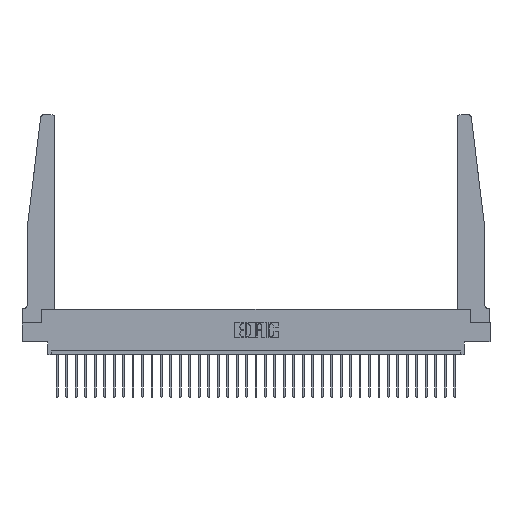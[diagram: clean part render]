
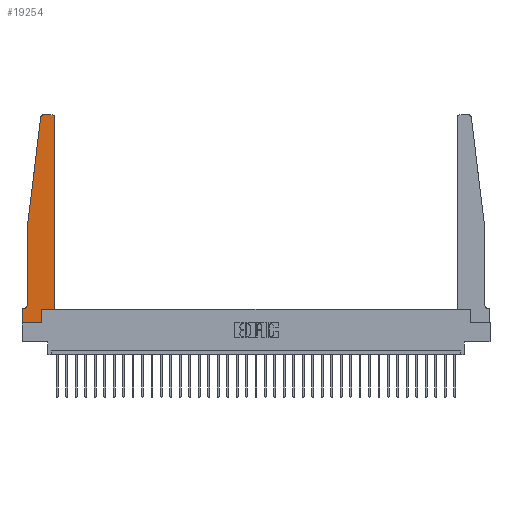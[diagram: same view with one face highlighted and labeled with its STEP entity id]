
A CAD part, top view. The second image highlights one B-rep face of the part: STEP entity #19254.
In plain terms, the highlighted planar face has unit normal (0, 0, 1).
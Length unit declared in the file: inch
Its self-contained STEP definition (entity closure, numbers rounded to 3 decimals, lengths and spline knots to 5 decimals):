
#188 = DIRECTION ( 'NONE',  ( 1., 0., 0. ) ) ;
#336 = CARTESIAN_POINT ( 'NONE',  ( 0.065, 1.25, 0.37 ) ) ;
#870 = CARTESIAN_POINT ( 'NONE',  ( 0., 0., 0.37 ) ) ;
#2315 = EDGE_LOOP ( 'NONE', ( #21692, #23293, #10963, #19019, #10809, #29730, #3046, #10570, #27941, #15708, #10583, #28729 ) ) ;
#2440 = VERTEX_POINT ( 'NONE', #13245 ) ;
#2598 = LINE ( 'NONE', #29521, #14381 ) ;
#2667 = CARTESIAN_POINT ( 'NONE',  ( 0.425, 0.18, 0.37 ) ) ;
#2770 = DIRECTION ( 'NONE',  ( 1., 0., 0. ) ) ;
#2849 = VERTEX_POINT ( 'NONE', #25192 ) ;
#2855 = VECTOR ( 'NONE', #14704, 39.37008 ) ;
#3046 = ORIENTED_EDGE ( 'NONE', *, *, #29602, .T. ) ;
#3365 = AXIS2_PLACEMENT_3D ( 'NONE', #3564, #30659, #20452 ) ;
#3564 = CARTESIAN_POINT ( 'NONE',  ( 0.395, 2.72, 0.37 ) ) ;
#4915 = EDGE_CURVE ( 'NONE', #16843, #25906, #8480, .T. ) ;
#5245 = DIRECTION ( 'NONE',  ( -1., 0., 0. ) ) ;
#5297 = CARTESIAN_POINT ( 'NONE',  ( 0.425, 0.18, 0.37 ) ) ;
#5710 = LINE ( 'NONE', #5297, #30816 ) ;
#6116 = CARTESIAN_POINT ( 'NONE',  ( 0.27653, 2.75, 0.37 ) ) ;
#6726 = CARTESIAN_POINT ( 'NONE',  ( 0.27653, 2.72, 0.37 ) ) ;
#6931 = DIRECTION ( 'NONE',  ( 0., -1., 0. ) ) ;
#7023 = VECTOR ( 'NONE', #5245, 39.37008 ) ;
#7419 = CARTESIAN_POINT ( 'NONE',  ( 0.2605, 0., 0.37 ) ) ;
#7924 = VECTOR ( 'NONE', #26583, 39.37008 ) ;
#8480 = LINE ( 'NONE', #2667, #16479 ) ;
#8525 = LINE ( 'NONE', #25417, #14601 ) ;
#9218 = AXIS2_PLACEMENT_3D ( 'NONE', #21983, #24407, #19941 ) ;
#9288 = VERTEX_POINT ( 'NONE', #870 ) ;
#10101 = DIRECTION ( 'NONE',  ( 0., 0., 1. ) ) ;
#10145 = VERTEX_POINT ( 'NONE', #6116 ) ;
#10245 = VERTEX_POINT ( 'NONE', #336 ) ;
#10570 = ORIENTED_EDGE ( 'NONE', *, *, #21646, .T. ) ;
#10583 = ORIENTED_EDGE ( 'NONE', *, *, #4915, .T. ) ;
#10809 = ORIENTED_EDGE ( 'NONE', *, *, #23318, .T. ) ;
#10963 = ORIENTED_EDGE ( 'NONE', *, *, #17879, .T. ) ;
#11244 = DIRECTION ( 'NONE',  ( 1., 0., 0. ) ) ;
#11647 = LINE ( 'NONE', #17319, #17329 ) ;
#11650 = VERTEX_POINT ( 'NONE', #21734 ) ;
#11805 = EDGE_CURVE ( 'NONE', #10145, #2849, #13463, .T. ) ;
#11955 = CARTESIAN_POINT ( 'NONE',  ( 0.065, 0.2375, 0.37 ) ) ;
#12069 = AXIS2_PLACEMENT_3D ( 'NONE', #6726, #16106, #11244 ) ;
#13245 = CARTESIAN_POINT ( 'NONE',  ( 0.395, 2.75, 0.37 ) ) ;
#13463 = CIRCLE ( 'NONE', #12069, 0.03 ) ;
#13627 = LINE ( 'NONE', #23737, #30714 ) ;
#13890 = LINE ( 'NONE', #17159, #7023 ) ;
#13991 = EDGE_CURVE ( 'NONE', #25906, #2440, #23650, .T. ) ;
#14381 = VECTOR ( 'NONE', #27172, 39.37008 ) ;
#14601 = VECTOR ( 'NONE', #20421, 39.37008 ) ;
#14704 = DIRECTION ( 'NONE',  ( 1., 0., 0. ) ) ;
#14949 = PLANE ( 'NONE',  #20507 ) ;
#15708 = ORIENTED_EDGE ( 'NONE', *, *, #27732, .T. ) ;
#16072 = CIRCLE ( 'NONE', #9218, 0.05 ) ;
#16106 = DIRECTION ( 'NONE',  ( 0., 0., 1. ) ) ;
#16133 = EDGE_CURVE ( 'NONE', #20085, #23410, #21182, .T. ) ;
#16238 = EDGE_CURVE ( 'NONE', #10245, #25289, #13627, .T. ) ;
#16479 = VECTOR ( 'NONE', #19461, 39.37008 ) ;
#16843 = VERTEX_POINT ( 'NONE', #26275 ) ;
#17075 = CARTESIAN_POINT ( 'NONE',  ( 0.015, 0.1875, 0.37 ) ) ;
#17159 = CARTESIAN_POINT ( 'NONE',  ( 0.25, 2.75, 0.37 ) ) ;
#17319 = CARTESIAN_POINT ( 'NONE',  ( 0.065, 1.25, 0.37 ) ) ;
#17329 = VECTOR ( 'NONE', #27188, 39.37008 ) ;
#17879 = EDGE_CURVE ( 'NONE', #2849, #10245, #11647, .T. ) ;
#18702 = EDGE_CURVE ( 'NONE', #28289, #11650, #8525, .T. ) ;
#19019 = ORIENTED_EDGE ( 'NONE', *, *, #16238, .T. ) ;
#19254 = ADVANCED_FACE ( 'NONE', ( #25997 ), #14949, .T. ) ;
#19461 = DIRECTION ( 'NONE',  ( 0., 1., 0. ) ) ;
#19544 = CARTESIAN_POINT ( 'NONE',  ( 0., 0.1875, 0.37 ) ) ;
#19598 = LINE ( 'NONE', #21946, #2855 ) ;
#19941 = DIRECTION ( 'NONE',  ( -1., 0., 0. ) ) ;
#20085 = VERTEX_POINT ( 'NONE', #7419 ) ;
#20421 = DIRECTION ( 'NONE',  ( -1., 0., 0. ) ) ;
#20452 = DIRECTION ( 'NONE',  ( 1., 0., 0. ) ) ;
#20507 = AXIS2_PLACEMENT_3D ( 'NONE', #19544, #10101, #188 ) ;
#21182 = LINE ( 'NONE', #24145, #7924 ) ;
#21646 = EDGE_CURVE ( 'NONE', #9288, #20085, #19598, .T. ) ;
#21677 = EDGE_CURVE ( 'NONE', #2440, #10145, #13890, .T. ) ;
#21692 = ORIENTED_EDGE ( 'NONE', *, *, #21677, .T. ) ;
#21734 = CARTESIAN_POINT ( 'NONE',  ( 0., 0.1875, 0.37 ) ) ;
#21946 = CARTESIAN_POINT ( 'NONE',  ( 0., 0., 0.37 ) ) ;
#21983 = CARTESIAN_POINT ( 'NONE',  ( 0.015, 0.2375, 0.37 ) ) ;
#23232 = CARTESIAN_POINT ( 'NONE',  ( 0.425, 2.72, 0.37 ) ) ;
#23293 = ORIENTED_EDGE ( 'NONE', *, *, #11805, .T. ) ;
#23318 = EDGE_CURVE ( 'NONE', #25289, #28289, #16072, .T. ) ;
#23410 = VERTEX_POINT ( 'NONE', #30062 ) ;
#23650 = CIRCLE ( 'NONE', #3365, 0.03 ) ;
#23737 = CARTESIAN_POINT ( 'NONE',  ( 0.065, 1.25, 0.37 ) ) ;
#24145 = CARTESIAN_POINT ( 'NONE',  ( 0.2605, 0.18, 0.37 ) ) ;
#24407 = DIRECTION ( 'NONE',  ( 0., 0., -1. ) ) ;
#25192 = CARTESIAN_POINT ( 'NONE',  ( 0.24675, 2.72367, 0.37 ) ) ;
#25289 = VERTEX_POINT ( 'NONE', #11955 ) ;
#25417 = CARTESIAN_POINT ( 'NONE',  ( 0.065, 0.1875, 0.37 ) ) ;
#25906 = VERTEX_POINT ( 'NONE', #23232 ) ;
#25997 = FACE_OUTER_BOUND ( 'NONE', #2315, .T. ) ;
#26275 = CARTESIAN_POINT ( 'NONE',  ( 0.425, 0.18, 0.37 ) ) ;
#26583 = DIRECTION ( 'NONE',  ( 0., 1., 0. ) ) ;
#27172 = DIRECTION ( 'NONE',  ( 0., -1., 0. ) ) ;
#27188 = DIRECTION ( 'NONE',  ( -0.122, -0.992, 0. ) ) ;
#27732 = EDGE_CURVE ( 'NONE', #23410, #16843, #5710, .T. ) ;
#27941 = ORIENTED_EDGE ( 'NONE', *, *, #16133, .T. ) ;
#28289 = VERTEX_POINT ( 'NONE', #17075 ) ;
#28729 = ORIENTED_EDGE ( 'NONE', *, *, #13991, .T. ) ;
#29521 = CARTESIAN_POINT ( 'NONE',  ( 0., 0., 0.37 ) ) ;
#29602 = EDGE_CURVE ( 'NONE', #11650, #9288, #2598, .T. ) ;
#29730 = ORIENTED_EDGE ( 'NONE', *, *, #18702, .T. ) ;
#30062 = CARTESIAN_POINT ( 'NONE',  ( 0.2605, 0.18, 0.37 ) ) ;
#30659 = DIRECTION ( 'NONE',  ( 0., 0., 1. ) ) ;
#30714 = VECTOR ( 'NONE', #6931, 39.37008 ) ;
#30816 = VECTOR ( 'NONE', #2770, 39.37008 ) ;
